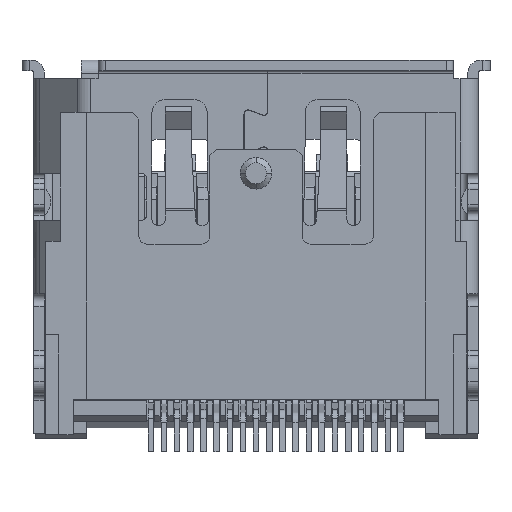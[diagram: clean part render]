
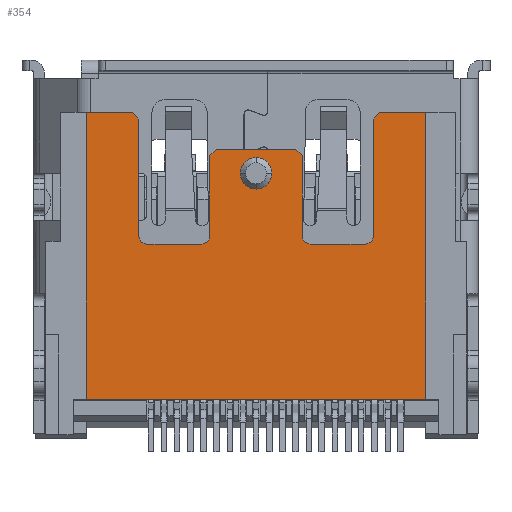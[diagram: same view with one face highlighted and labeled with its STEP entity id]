
A CAD part, front view. The second image highlights one B-rep face of the part: STEP entity #354.
In plain terms, the highlighted planar face has unit normal (0, -1, 0).
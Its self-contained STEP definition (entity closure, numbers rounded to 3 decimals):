
#354=ADVANCED_FACE('',(#1817,#1818),#1819,.T.);
#1817=FACE_OUTER_BOUND('',#4276,.T.);
#1818=FACE_BOUND('',#4277,.T.);
#1819=PLANE('',#4278);
#4276=EDGE_LOOP('',(#8191,#8192,#8193,#8194,#8195,#8196,#8197,#8198,#8199,#8200,#8201,#8202,#8203,#8204,#8205,#8206,#8207,#8208,#8209,#8210));
#4277=EDGE_LOOP('',(#8211,#8212));
#4278=AXIS2_PLACEMENT_3D('',#8213,#8214,#8215);
#8191=ORIENTED_EDGE('',*,*,#17565,.F.);
#8192=ORIENTED_EDGE('',*,*,#17566,.T.);
#8193=ORIENTED_EDGE('',*,*,#17567,.F.);
#8194=ORIENTED_EDGE('',*,*,#17568,.F.);
#8195=ORIENTED_EDGE('',*,*,#17569,.F.);
#8196=ORIENTED_EDGE('',*,*,#17570,.T.);
#8197=ORIENTED_EDGE('',*,*,#17571,.F.);
#8198=ORIENTED_EDGE('',*,*,#17564,.F.);
#8199=ORIENTED_EDGE('',*,*,#17572,.F.);
#8200=ORIENTED_EDGE('',*,*,#17573,.F.);
#8201=ORIENTED_EDGE('',*,*,#17574,.F.);
#8202=ORIENTED_EDGE('',*,*,#17575,.F.);
#8203=ORIENTED_EDGE('',*,*,#17576,.F.);
#8204=ORIENTED_EDGE('',*,*,#17577,.F.);
#8205=ORIENTED_EDGE('',*,*,#17578,.F.);
#8206=ORIENTED_EDGE('',*,*,#17579,.F.);
#8207=ORIENTED_EDGE('',*,*,#17580,.F.);
#8208=ORIENTED_EDGE('',*,*,#17581,.T.);
#8209=ORIENTED_EDGE('',*,*,#17582,.T.);
#8210=ORIENTED_EDGE('',*,*,#17583,.F.);
#8211=ORIENTED_EDGE('',*,*,#17584,.F.);
#8212=ORIENTED_EDGE('',*,*,#17585,.F.);
#8213=CARTESIAN_POINT('',(-6.45,-3.4,-13.69));
#8214=DIRECTION('',(0.0,-1.0,0.0));
#8215=DIRECTION('',(0.0,0.0,-1.0));
#17564=EDGE_CURVE('',#21690,#21688,#21692,.T.);
#17565=EDGE_CURVE('',#21693,#21694,#21695,.T.);
#17566=EDGE_CURVE('',#21693,#21696,#21697,.T.);
#17567=EDGE_CURVE('',#21698,#21696,#21699,.T.);
#17568=EDGE_CURVE('',#21700,#21698,#21701,.T.);
#17569=EDGE_CURVE('',#21702,#21700,#21703,.T.);
#17570=EDGE_CURVE('',#21702,#21704,#21705,.T.);
#17571=EDGE_CURVE('',#21688,#21704,#21706,.T.);
#17572=EDGE_CURVE('',#21707,#21690,#21708,.T.);
#17573=EDGE_CURVE('',#21709,#21707,#21710,.T.);
#17574=EDGE_CURVE('',#21711,#21709,#21712,.T.);
#17575=EDGE_CURVE('',#21713,#21711,#21714,.T.);
#17576=EDGE_CURVE('',#21715,#21713,#21716,.T.);
#17577=EDGE_CURVE('',#21717,#21715,#21718,.T.);
#17578=EDGE_CURVE('',#21719,#21717,#21720,.T.);
#17579=EDGE_CURVE('',#21721,#21719,#21722,.T.);
#17580=EDGE_CURVE('',#21723,#21721,#21724,.T.);
#17581=EDGE_CURVE('',#21723,#21725,#21726,.T.);
#17582=EDGE_CURVE('',#21725,#21727,#21728,.T.);
#17583=EDGE_CURVE('',#21694,#21727,#21729,.T.);
#17584=EDGE_CURVE('',#21730,#21731,#21732,.T.);
#17585=EDGE_CURVE('',#21731,#21730,#21733,.T.);
#21688=VERTEX_POINT('',#27887);
#21690=VERTEX_POINT('',#27890);
#21692=LINE('',#27893,#27894);
#21693=VERTEX_POINT('',#27895);
#21694=VERTEX_POINT('',#27896);
#21695=LINE('',#27897,#27898);
#21696=VERTEX_POINT('',#27899);
#21697=LINE('',#27900,#27901);
#21698=VERTEX_POINT('',#27902);
#21699=CIRCLE('',#27903,0.3);
#21700=VERTEX_POINT('',#27904);
#21701=LINE('',#27905,#27906);
#21702=VERTEX_POINT('',#27907);
#21703=CIRCLE('',#27908,0.3);
#21704=VERTEX_POINT('',#27909);
#21705=LINE('',#27910,#27911);
#21706=LINE('',#27912,#27913);
#21707=VERTEX_POINT('',#27914);
#21708=LINE('',#27915,#27916);
#21709=VERTEX_POINT('',#27917);
#21710=LINE('',#27918,#27919);
#21711=VERTEX_POINT('',#27920);
#21712=CIRCLE('',#27921,0.3);
#21713=VERTEX_POINT('',#27922);
#21714=LINE('',#27923,#27924);
#21715=VERTEX_POINT('',#27925);
#21716=CIRCLE('',#27926,0.3);
#21717=VERTEX_POINT('',#27927);
#21718=LINE('',#27928,#27929);
#21719=VERTEX_POINT('',#27930);
#21720=LINE('',#27931,#27932);
#21721=VERTEX_POINT('',#27933);
#21722=LINE('',#27934,#27935);
#21723=VERTEX_POINT('',#27936);
#21724=LINE('',#27937,#27938);
#21725=VERTEX_POINT('',#27939);
#21726=LINE('',#27940,#27941);
#21727=VERTEX_POINT('',#27942);
#21728=LINE('',#27943,#27944);
#21729=LINE('',#27945,#27946);
#21730=VERTEX_POINT('',#27947);
#21731=VERTEX_POINT('',#27948);
#21732=CIRCLE('',#27949,0.6);
#21733=CIRCLE('',#27950,0.6);
#27887=CARTESIAN_POINT('',(1.51,-3.4,-2.69));
#27890=CARTESIAN_POINT('',(-1.51,-3.4,-2.69));
#27893=CARTESIAN_POINT('',(-1.51,-3.4,-2.69));
#27894=VECTOR('',#35549,3.02);
#27895=CARTESIAN_POINT('',(4.45,-3.4,-1.54));
#27896=CARTESIAN_POINT('',(4.7,-3.4,-1.29));
#27897=CARTESIAN_POINT('',(4.45,-3.4,-1.54));
#27898=VECTOR('',#35550,0.354);
#27899=CARTESIAN_POINT('',(4.45,-3.4,-5.99));
#27900=CARTESIAN_POINT('',(4.45,-3.4,-1.54));
#27901=VECTOR('',#35551,4.45);
#27902=CARTESIAN_POINT('',(4.15,-3.4,-6.29));
#27903=AXIS2_PLACEMENT_3D('',#35552,#35553,#35554);
#27904=CARTESIAN_POINT('',(2.06,-3.4,-6.29));
#27905=CARTESIAN_POINT('',(2.06,-3.4,-6.29));
#27906=VECTOR('',#35555,2.09);
#27907=CARTESIAN_POINT('',(1.76,-3.4,-5.99));
#27908=AXIS2_PLACEMENT_3D('',#35556,#35557,#35558);
#27909=CARTESIAN_POINT('',(1.76,-3.4,-2.94));
#27910=CARTESIAN_POINT('',(1.76,-3.4,-5.99));
#27911=VECTOR('',#35559,3.05);
#27912=CARTESIAN_POINT('',(1.51,-3.4,-2.69));
#27913=VECTOR('',#35560,0.354);
#27914=CARTESIAN_POINT('',(-1.76,-3.4,-2.94));
#27915=CARTESIAN_POINT('',(-1.76,-3.4,-2.94));
#27916=VECTOR('',#35561,0.354);
#27917=CARTESIAN_POINT('',(-1.76,-3.4,-5.99));
#27918=CARTESIAN_POINT('',(-1.76,-3.4,-5.99));
#27919=VECTOR('',#35562,3.05);
#27920=CARTESIAN_POINT('',(-2.06,-3.4,-6.29));
#27921=AXIS2_PLACEMENT_3D('',#35563,#35564,#35565);
#27922=CARTESIAN_POINT('',(-4.15,-3.4,-6.29));
#27923=CARTESIAN_POINT('',(-4.15,-3.4,-6.29));
#27924=VECTOR('',#35566,2.09);
#27925=CARTESIAN_POINT('',(-4.45,-3.4,-5.99));
#27926=AXIS2_PLACEMENT_3D('',#35567,#35568,#35569);
#27927=CARTESIAN_POINT('',(-4.45,-3.4,-1.54));
#27928=CARTESIAN_POINT('',(-4.45,-3.4,-1.54));
#27929=VECTOR('',#35570,4.45);
#27930=CARTESIAN_POINT('',(-4.7,-3.4,-1.29));
#27931=CARTESIAN_POINT('',(-4.7,-3.4,-1.29));
#27932=VECTOR('',#35571,0.354);
#27933=CARTESIAN_POINT('',(-6.45,-3.4,-1.29));
#27934=CARTESIAN_POINT('',(-6.45,-3.4,-1.29));
#27935=VECTOR('',#35572,1.75);
#27936=CARTESIAN_POINT('',(-6.45,-3.4,-12.19));
#27937=CARTESIAN_POINT('',(-6.45,-3.4,-12.19));
#27938=VECTOR('',#35573,10.9);
#27939=CARTESIAN_POINT('',(6.45,-3.4,-12.19));
#27940=CARTESIAN_POINT('',(-6.45,-3.4,-12.19));
#27941=VECTOR('',#35574,12.9);
#27942=CARTESIAN_POINT('',(6.45,-3.4,-1.29));
#27943=CARTESIAN_POINT('',(6.45,-3.4,-12.19));
#27944=VECTOR('',#35575,10.9);
#27945=CARTESIAN_POINT('',(4.7,-3.4,-1.29));
#27946=VECTOR('',#35576,1.75);
#27947=CARTESIAN_POINT('',(-0.6,-3.4,-3.6));
#27948=CARTESIAN_POINT('',(0.6,-3.4,-3.6));
#27949=AXIS2_PLACEMENT_3D('',#35577,#35578,#35579);
#27950=AXIS2_PLACEMENT_3D('',#35580,#35581,#35582);
#35549=DIRECTION('',(1.0,0.0,0.0));
#35550=DIRECTION('',(0.707,0.0,0.707));
#35551=DIRECTION('',(0.0,0.0,-1.0));
#35552=CARTESIAN_POINT('',(4.15,-3.4,-5.99));
#35553=DIRECTION('',(0.0,-1.0,0.0));
#35554=DIRECTION('',(0.0,0.0,-1.0));
#35555=DIRECTION('',(1.0,0.0,0.0));
#35556=CARTESIAN_POINT('',(2.06,-3.4,-5.99));
#35557=DIRECTION('',(0.0,-1.0,0.0));
#35558=DIRECTION('',(-1.0,0.0,0.0));
#35559=DIRECTION('',(0.0,0.0,1.0));
#35560=DIRECTION('',(0.707,0.0,-0.707));
#35561=DIRECTION('',(0.707,0.0,0.707));
#35562=DIRECTION('',(0.0,0.0,1.0));
#35563=CARTESIAN_POINT('',(-2.06,-3.4,-5.99));
#35564=DIRECTION('',(0.0,-1.0,0.0));
#35565=DIRECTION('',(0.0,0.0,-1.0));
#35566=DIRECTION('',(1.0,0.0,0.0));
#35567=CARTESIAN_POINT('',(-4.15,-3.4,-5.99));
#35568=DIRECTION('',(0.0,-1.0,0.0));
#35569=DIRECTION('',(-1.0,0.0,0.0));
#35570=DIRECTION('',(0.0,0.0,-1.0));
#35571=DIRECTION('',(0.707,0.0,-0.707));
#35572=DIRECTION('',(1.0,0.0,0.0));
#35573=DIRECTION('',(0.0,0.0,1.0));
#35574=DIRECTION('',(1.0,0.0,0.0));
#35575=DIRECTION('',(0.0,0.0,1.0));
#35576=DIRECTION('',(1.0,0.0,0.0));
#35577=CARTESIAN_POINT('',(0.0,-3.4,-3.6));
#35578=DIRECTION('',(0.0,-1.0,0.0));
#35579=DIRECTION('',(-1.0,0.0,0.0));
#35580=CARTESIAN_POINT('',(0.0,-3.4,-3.6));
#35581=DIRECTION('',(0.0,-1.0,0.0));
#35582=DIRECTION('',(1.0,0.0,0.0));
